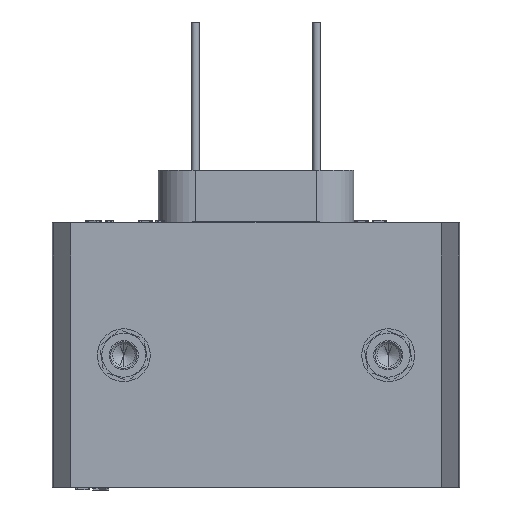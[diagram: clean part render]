
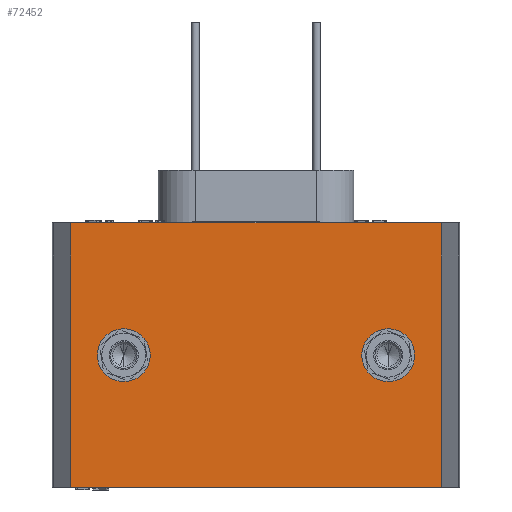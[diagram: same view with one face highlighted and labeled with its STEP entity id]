
A CAD part, front view. The second image highlights one B-rep face of the part: STEP entity #72452.
In plain terms, the highlighted planar face has unit normal (0, -1, 0).
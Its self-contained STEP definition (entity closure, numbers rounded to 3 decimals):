
#1143 = LINE ( 'NONE', #72063, #63957 ) ;
#5738 = VERTEX_POINT ( 'NONE', #92089 ) ;
#6653 = ORIENTED_EDGE ( 'NONE', *, *, #33791, .F. ) ;
#6811 = CARTESIAN_POINT ( 'NONE',  ( -50., -76., -28. ) ) ;
#7935 = ORIENTED_EDGE ( 'NONE', *, *, #39264, .F. ) ;
#10942 = DIRECTION ( 'NONE',  ( 0., -1., 0. ) ) ;
#14437 = LINE ( 'NONE', #57702, #36267 ) ;
#15200 = VECTOR ( 'NONE', #95519, 1000. ) ;
#16793 = VERTEX_POINT ( 'NONE', #6811 ) ;
#17239 = EDGE_CURVE ( 'NONE', #65107, #73690, #99857, .T. ) ;
#23032 = AXIS2_PLACEMENT_3D ( 'NONE', #32044, #89356, #40229 ) ;
#26115 = EDGE_CURVE ( 'NONE', #38914, #33175, #59364, .T. ) ;
#29593 = ORIENTED_EDGE ( 'NONE', *, *, #26115, .F. ) ;
#30120 = DIRECTION ( 'NONE',  ( 0., -1., 0. ) ) ;
#30687 = EDGE_LOOP ( 'NONE', ( #6653, #71727 ) ) ;
#32044 = CARTESIAN_POINT ( 'NONE',  ( 50., -76., -18. ) ) ;
#33175 = VERTEX_POINT ( 'NONE', #72670 ) ;
#33554 = CIRCLE ( 'NONE', #74947, 10. ) ;
#33791 = EDGE_CURVE ( 'NONE', #16793, #83290, #56031, .T. ) ;
#35181 = CARTESIAN_POINT ( 'NONE',  ( 70., -76., 32. ) ) ;
#35449 = FACE_BOUND ( 'NONE', #39552, .T. ) ;
#36180 = EDGE_LOOP ( 'NONE', ( #57135, #86169, #86464, #75241 ) ) ;
#36267 = VECTOR ( 'NONE', #40552, 1000. ) ;
#37010 = AXIS2_PLACEMENT_3D ( 'NONE', #40910, #98314, #49117 ) ;
#38914 = VERTEX_POINT ( 'NONE', #83688 ) ;
#39264 = EDGE_CURVE ( 'NONE', #33175, #38914, #41818, .T. ) ;
#39489 = DIRECTION ( 'NONE',  ( 1., 0., 0. ) ) ;
#39552 = EDGE_LOOP ( 'NONE', ( #7935, #29593 ) ) ;
#40102 = PLANE ( 'NONE',  #53253 ) ;
#40229 = DIRECTION ( 'NONE',  ( 0., 0., -1. ) ) ;
#40552 = DIRECTION ( 'NONE',  ( 1., 0., 0. ) ) ;
#40910 = CARTESIAN_POINT ( 'NONE',  ( 50., -76., -18. ) ) ;
#41818 = CIRCLE ( 'NONE', #37010, 10. ) ;
#49117 = DIRECTION ( 'NONE',  ( 0., 0., -1. ) ) ;
#53253 = AXIS2_PLACEMENT_3D ( 'NONE', #97488, #105674, #56542 ) ;
#56031 = CIRCLE ( 'NONE', #94437, 10. ) ;
#56542 = DIRECTION ( 'NONE',  ( 1., 0., 0. ) ) ;
#57135 = ORIENTED_EDGE ( 'NONE', *, *, #81134, .F. ) ;
#57162 = FACE_BOUND ( 'NONE', #30687, .T. ) ;
#57702 = CARTESIAN_POINT ( 'NONE',  ( -70., -76., 32. ) ) ;
#59364 = CIRCLE ( 'NONE', #23032, 10. ) ;
#60015 = CARTESIAN_POINT ( 'NONE',  ( -50., -76., -18. ) ) ;
#61484 = LINE ( 'NONE', #87989, #105128 ) ;
#63957 = VECTOR ( 'NONE', #39489, 1000. ) ;
#65107 = VERTEX_POINT ( 'NONE', #83144 ) ;
#68295 = DIRECTION ( 'NONE',  ( 0., 0., -1. ) ) ;
#71727 = ORIENTED_EDGE ( 'NONE', *, *, #84001, .F. ) ;
#72063 = CARTESIAN_POINT ( 'NONE',  ( -70., -76., -68. ) ) ;
#72452 = ADVANCED_FACE ( 'NONE', ( #35449, #57162, #78957 ), #40102, .T. ) ;
#72670 = CARTESIAN_POINT ( 'NONE',  ( 50., -76., -28. ) ) ;
#73690 = VERTEX_POINT ( 'NONE', #35181 ) ;
#74947 = AXIS2_PLACEMENT_3D ( 'NONE', #60015, #10942, #68295 ) ;
#75241 = ORIENTED_EDGE ( 'NONE', *, *, #17239, .T. ) ;
#78957 = FACE_OUTER_BOUND ( 'NONE', #36180, .T. ) ;
#79092 = CARTESIAN_POINT ( 'NONE',  ( -50., -76., -18. ) ) ;
#79710 = VERTEX_POINT ( 'NONE', #103023 ) ;
#81134 = EDGE_CURVE ( 'NONE', #79710, #73690, #14437, .T. ) ;
#82060 = CARTESIAN_POINT ( 'NONE',  ( -50., -76., -8. ) ) ;
#83144 = CARTESIAN_POINT ( 'NONE',  ( 70., -76., -68. ) ) ;
#83290 = VERTEX_POINT ( 'NONE', #82060 ) ;
#83688 = CARTESIAN_POINT ( 'NONE',  ( 50., -76., -8. ) ) ;
#84001 = EDGE_CURVE ( 'NONE', #83290, #16793, #33554, .T. ) ;
#86169 = ORIENTED_EDGE ( 'NONE', *, *, #90764, .F. ) ;
#86464 = ORIENTED_EDGE ( 'NONE', *, *, #101757, .T. ) ;
#87428 = DIRECTION ( 'NONE',  ( 0., 0., -1. ) ) ;
#87989 = CARTESIAN_POINT ( 'NONE',  ( -70., -76., -68. ) ) ;
#89356 = DIRECTION ( 'NONE',  ( 0., -1., 0. ) ) ;
#90764 = EDGE_CURVE ( 'NONE', #5738, #79710, #61484, .T. ) ;
#92089 = CARTESIAN_POINT ( 'NONE',  ( -70., -76., -68. ) ) ;
#94437 = AXIS2_PLACEMENT_3D ( 'NONE', #79092, #30120, #87428 ) ;
#95519 = DIRECTION ( 'NONE',  ( 0., 0., 1. ) ) ;
#96212 = DIRECTION ( 'NONE',  ( 0., 0., 1. ) ) ;
#96423 = CARTESIAN_POINT ( 'NONE',  ( 70., -76., -68. ) ) ;
#97488 = CARTESIAN_POINT ( 'NONE',  ( -70., -76., -68. ) ) ;
#98314 = DIRECTION ( 'NONE',  ( 0., -1., 0. ) ) ;
#99857 = LINE ( 'NONE', #96423, #15200 ) ;
#101757 = EDGE_CURVE ( 'NONE', #5738, #65107, #1143, .T. ) ;
#103023 = CARTESIAN_POINT ( 'NONE',  ( -70., -76., 32. ) ) ;
#105128 = VECTOR ( 'NONE', #96212, 1000. ) ;
#105674 = DIRECTION ( 'NONE',  ( 0., -1., 0. ) ) ;
